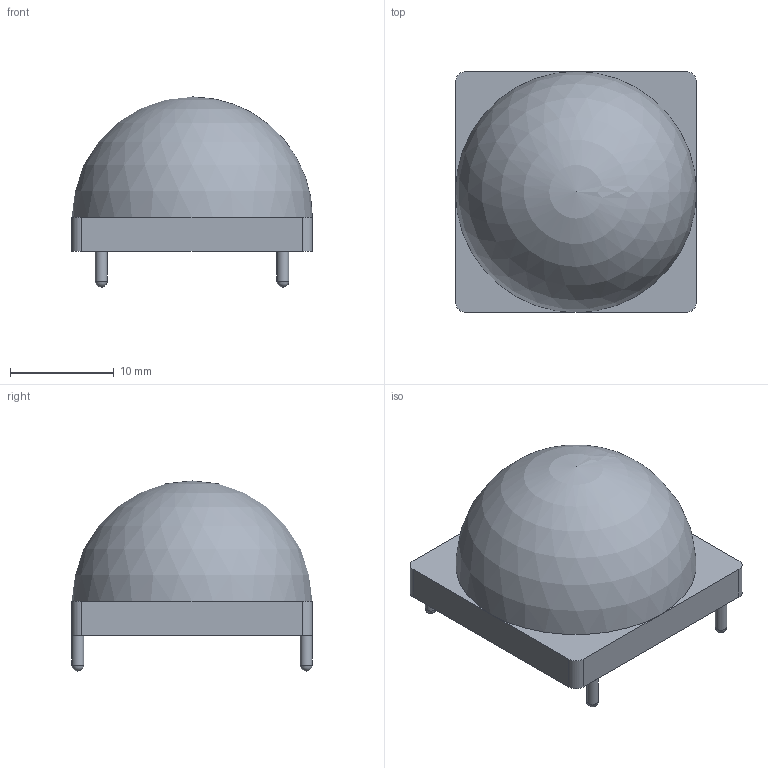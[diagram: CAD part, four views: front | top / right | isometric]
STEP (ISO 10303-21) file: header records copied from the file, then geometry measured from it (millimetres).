
FILE_DESCRIPTION(('FreeCAD Model'),'2;1');
FILE_NAME( 'Fresnel_lens_S8002.step' ,'2018-02-28T15:11:05',('kicad StepUp'),('ksu MCAD'), 'Open CASCADE STEP processor 7.1','FreeCAD','Unknown');
FILE_SCHEMA(('AUTOMOTIVE_DESIGN_CC2 { 1 2 10303 214 -1 1 5 4 }'));
Length unit declared in the file: millimetre
Products named in the file (1): Fresnel_lens_S8002
Bounding box: 23.2 x 23.2 x 18.32 mm (x, y, z)
Volume: 1416.4 mm3; surface area: 2434.6 mm2
Topology: 1 solids, 1 shells, 28 faces, 69 edges, 43 vertices
Faces by surface type: plane 14, cylinder 8, sphere 6
Full cylindrical faces by diameter (mm): 1.15 x4
Entity records: 1006 total; most frequent: DIRECTION 148, CARTESIAN_POINT 135, ORIENTED_EDGE 126, EDGE_CURVE 63, AXIS2_PLACEMENT_3D 56, VERTEX_POINT 43, LINE 36, VECTOR 36
